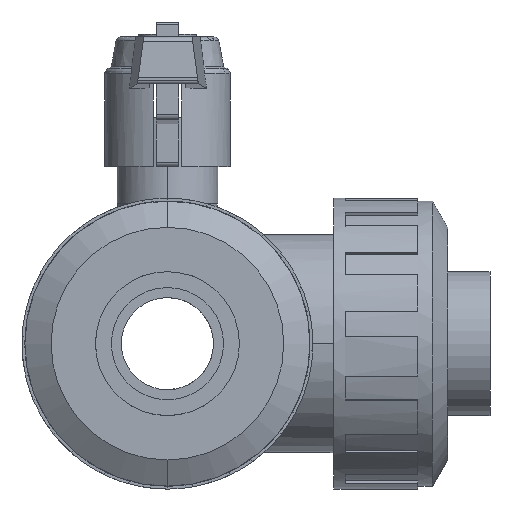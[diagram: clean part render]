
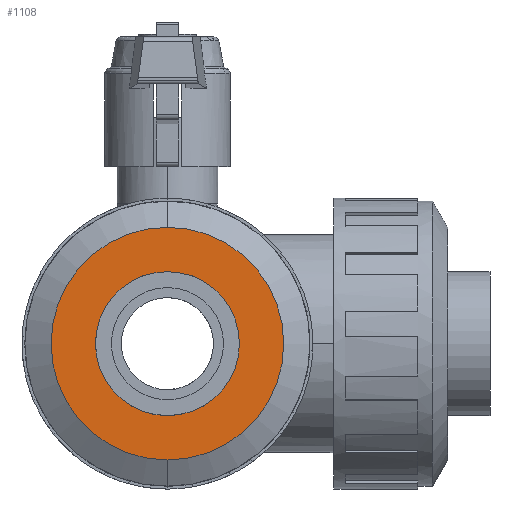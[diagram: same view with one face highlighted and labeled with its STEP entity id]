
A CAD part, left-side view. The second image highlights one B-rep face of the part: STEP entity #1108.
In plain terms, the highlighted planar face has unit normal (-1, 0, 0).
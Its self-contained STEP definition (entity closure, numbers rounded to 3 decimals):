
#1108=ADVANCED_FACE('',(#2275,#2276),#2277,.T.);
#2275=FACE_BOUND('',#3494,.T.);
#2276=FACE_OUTER_BOUND('',#3495,.T.);
#2277=PLANE('',#3496);
#3494=EDGE_LOOP('',(#6992,#6993));
#3495=EDGE_LOOP('',(#6994,#6995));
#3496=AXIS2_PLACEMENT_3D('',#6996,#6997,#6998);
#6992=ORIENTED_EDGE('',*,*,#8757,.F.);
#6993=ORIENTED_EDGE('',*,*,#7495,.F.);
#6994=ORIENTED_EDGE('',*,*,#7500,.T.);
#6995=ORIENTED_EDGE('',*,*,#8755,.T.);
#6996=CARTESIAN_POINT('',(-97.27,0.0,32.7));
#6997=DIRECTION('',(-1.0,0.0,0.0));
#6998=DIRECTION('',(0.0,-0.0,1.0));
#7495=EDGE_CURVE('',#9058,#9054,#9060,.T.);
#7500=EDGE_CURVE('',#9063,#9067,#9069,.T.);
#8755=EDGE_CURVE('',#9067,#9063,#10936,.T.);
#8757=EDGE_CURVE('',#9054,#9058,#10938,.T.);
#9054=VERTEX_POINT('',#11385);
#9058=VERTEX_POINT('',#11390);
#9060=CIRCLE('',#11393,25.0);
#9063=VERTEX_POINT('',#11396);
#9067=VERTEX_POINT('',#11401);
#9069=CIRCLE('',#11404,40.4);
#10936=CIRCLE('',#14355,40.4);
#10938=CIRCLE('',#14357,25.0);
#11385=CARTESIAN_POINT('',(-97.27,0.0,25.0));
#11390=CARTESIAN_POINT('',(-97.27,0.,-25.0));
#11393=AXIS2_PLACEMENT_3D('',#14675,#14676,#14677);
#11396=CARTESIAN_POINT('',(-97.27,0.0,40.4));
#11401=CARTESIAN_POINT('',(-97.27,0.,-40.4));
#11404=AXIS2_PLACEMENT_3D('',#14683,#14684,#14685);
#14355=AXIS2_PLACEMENT_3D('',#16196,#16197,#16198);
#14357=AXIS2_PLACEMENT_3D('',#16199,#16200,#16201);
#14675=CARTESIAN_POINT('',(-97.27,0.0,0.0));
#14676=DIRECTION('',(-1.0,0.0,0.0));
#14677=DIRECTION('',(0.0,-0.0,1.0));
#14683=CARTESIAN_POINT('',(-97.27,0.0,0.0));
#14684=DIRECTION('',(-1.0,0.0,0.0));
#14685=DIRECTION('',(0.0,-0.0,1.0));
#16196=CARTESIAN_POINT('',(-97.27,0.0,0.0));
#16197=DIRECTION('',(-1.0,0.0,0.0));
#16198=DIRECTION('',(0.0,-0.0,1.0));
#16199=CARTESIAN_POINT('',(-97.27,0.0,0.0));
#16200=DIRECTION('',(-1.0,0.0,0.0));
#16201=DIRECTION('',(0.0,-0.0,1.0));
